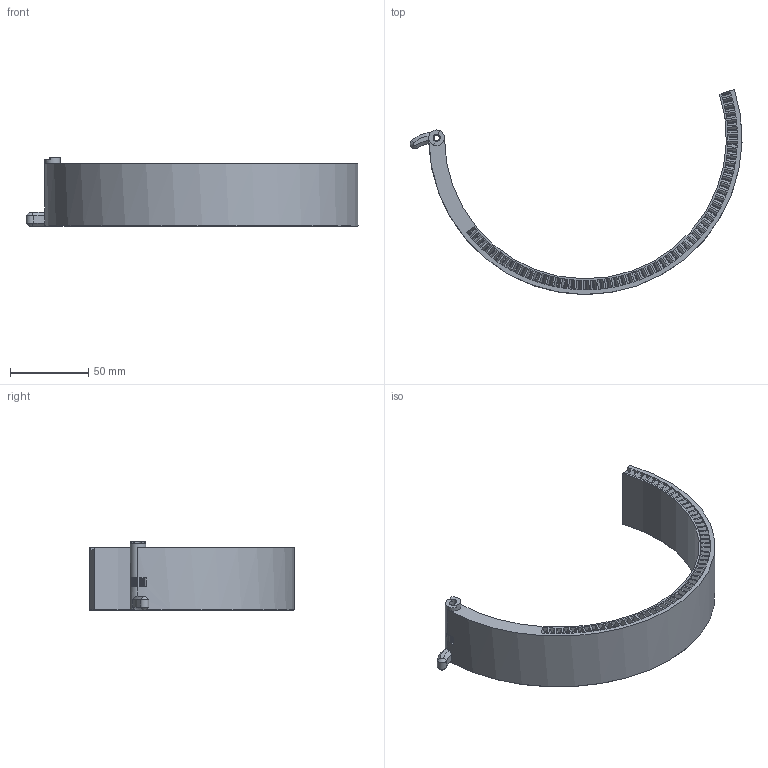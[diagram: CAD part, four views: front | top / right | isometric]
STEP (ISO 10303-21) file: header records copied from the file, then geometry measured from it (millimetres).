
FILE_DESCRIPTION(('FreeCAD Model'),'2;1');
FILE_NAME('Open CASCADE Shape Model','2025-03-17T15:18:19',(''),(''), 'Open CASCADE STEP processor 7.8','FreeCAD','Unknown');
FILE_SCHEMA(('AUTOMOTIVE_DESIGN { 1 0 10303 214 1 1 1 1 }'));
Length unit declared in the file: millimetre
Products named in the file (1): 2-rotor-unibody
Bounding box: 211.96 x 130.9 x 44 mm (x, y, z)
Volume: 130302 mm3; surface area: 38099.6 mm2
Topology: 1 solids, 1 shells, 469 faces, 1203 edges, 804 vertices
Faces by surface type: plane 199, cone 126, bspline 120, cylinder 24
Full cylindrical faces by diameter (mm): 3.4 x8, 4.6 x2, 9.1 x6, 10 x1
Entity records: 14416 total; most frequent: CARTESIAN_POINT 3726, ORIENTED_EDGE 2406, DIRECTION 1850, EDGE_CURVE 1203, VERTEX_POINT 804, AXIS2_PLACEMENT_3D 672, FACE_BOUND 543, EDGE_LOOP 543
